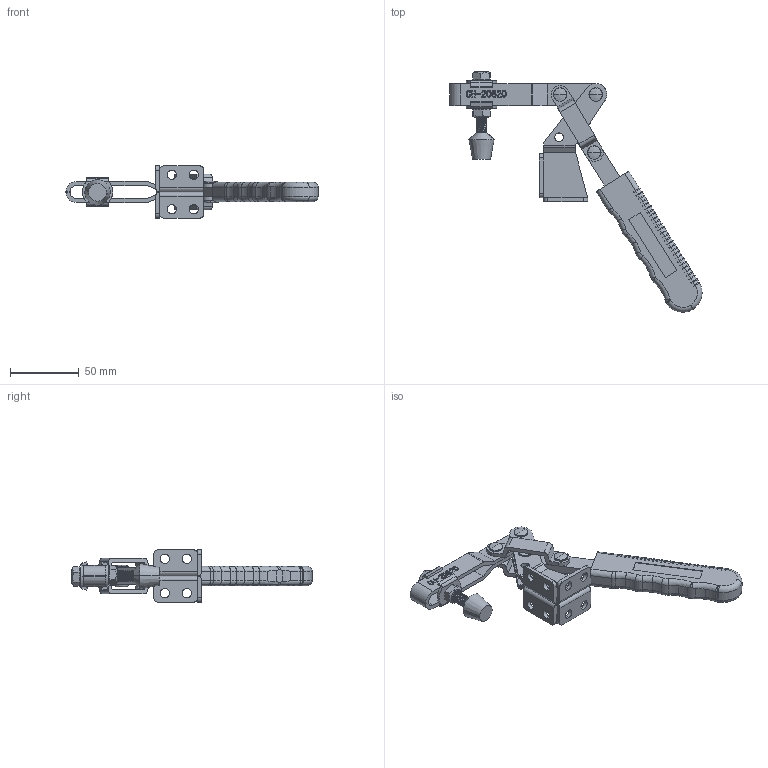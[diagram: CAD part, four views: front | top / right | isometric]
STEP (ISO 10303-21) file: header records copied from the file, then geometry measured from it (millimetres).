
FILE_DESCRIPTION (( 'STEP AP203' ), '1' );
FILE_NAME ('CH-20820.STEP', '2017-11-23T01:02:51', ( 'Windows' ), ( 'Microsoft' ), 'SwSTEP 2.0', 'SolidWorks 2015', '' );
FILE_SCHEMA (( 'CONFIG_CONTROL_DESIGN' ));
Length unit declared in the file: millimetre
Products named in the file (10): FW516; 56212-02; 56212; CH-20820-05; 20820-01; CH-20820; 20820-02; 20820-03; 20820-06; 20820-04
Assembly tree (15 placements, depth 2):
  CH-20820
    20820-01
    20820-02
    20820-03
    20820-06  x4
    20820-04  x2
    FW516  x2
    56212-02  x2
    56212
    CH-20820-05
Bounding box: 183.56 x 174.92 x 38 mm (x, y, z)
Volume: 86576.8 mm3; surface area: 53325.8 mm2
Topology: 19 solids, 19 shells, 1203 faces, 3081 edges, 1946 vertices
Faces by surface type: cylinder 454, plane 384, bspline 204, torus 112, cone 35, sphere 14
Entity records: 45064 total; most frequent: CARTESIAN_POINT 19315, ORIENTED_EDGE 5462, DIRECTION 4614, EDGE_CURVE 2731, VERTEX_POINT 1728, AXIS2_PLACEMENT_3D 1611, LINE 1392, VECTOR 1392
